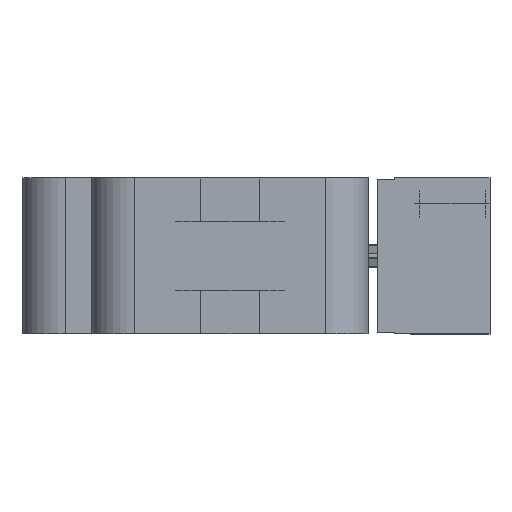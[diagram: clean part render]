
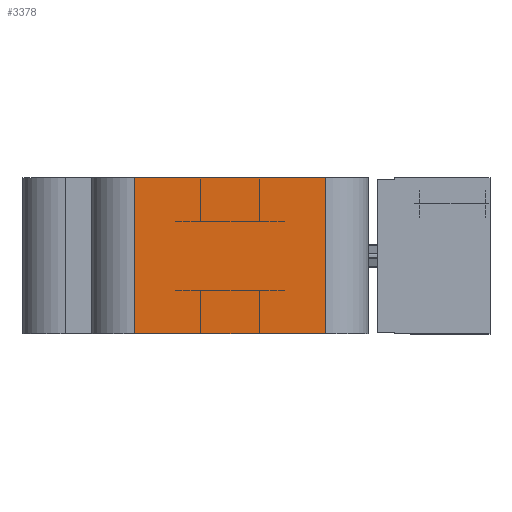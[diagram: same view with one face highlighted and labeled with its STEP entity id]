
A CAD part, left-side view. The second image highlights one B-rep face of the part: STEP entity #3378.
In plain terms, the highlighted planar face has unit normal (-1, 0, 0).
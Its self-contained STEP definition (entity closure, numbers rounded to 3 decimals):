
#44=DIRECTION('',(0.,0.,1.));
#45=VECTOR('',#44,18.);
#46=CARTESIAN_POINT('',(0.,5.,0.));
#47=LINE('',#46,#45);
#52=DIRECTION('',(0.,-1.,0.));
#53=VECTOR('',#52,22.);
#54=CARTESIAN_POINT('',(0.,27.,0.));
#55=LINE('',#54,#53);
#59=DIRECTION('',(0.,0.,-1.));
#60=VECTOR('',#59,18.);
#61=CARTESIAN_POINT('',(0.,27.,18.));
#62=LINE('',#61,#60);
#66=DIRECTION('',(0.,1.,0.));
#67=VECTOR('',#66,22.);
#68=CARTESIAN_POINT('',(0.,5.,18.));
#69=LINE('',#68,#67);
#2899=CARTESIAN_POINT('',(0.,5.,18.));
#2901=VERTEX_POINT('',#2899);
#2905=CARTESIAN_POINT('',(0.,5.,0.));
#2906=VERTEX_POINT('',#2905);
#2907=CARTESIAN_POINT('',(0.,27.,0.));
#2909=VERTEX_POINT('',#2907);
#2913=CARTESIAN_POINT('',(0.,27.,18.));
#2914=VERTEX_POINT('',#2913);
#3363=CARTESIAN_POINT('',(0.,0.,0.));
#3364=DIRECTION('',(-1.,0.,0.));
#3365=DIRECTION('',(0.,0.,1.));
#3366=AXIS2_PLACEMENT_3D('',#3363,#3364,#3365);
#3367=PLANE('',#3366);
#3369=ORIENTED_EDGE('',*,*,#3368,.F.);
#3371=ORIENTED_EDGE('',*,*,#3370,.F.);
#3373=ORIENTED_EDGE('',*,*,#3372,.F.);
#3375=ORIENTED_EDGE('',*,*,#3374,.F.);
#3376=EDGE_LOOP('',(#3369,#3371,#3373,#3375));
#3377=FACE_OUTER_BOUND('',#3376,.F.);
#3368=EDGE_CURVE('',#2906,#2901,#47,.T.);
#3370=EDGE_CURVE('',#2909,#2906,#55,.T.);
#3372=EDGE_CURVE('',#2914,#2909,#62,.T.);
#3374=EDGE_CURVE('',#2901,#2914,#69,.T.);
#3378=ADVANCED_FACE('',(#3377),#3367,.T.);
